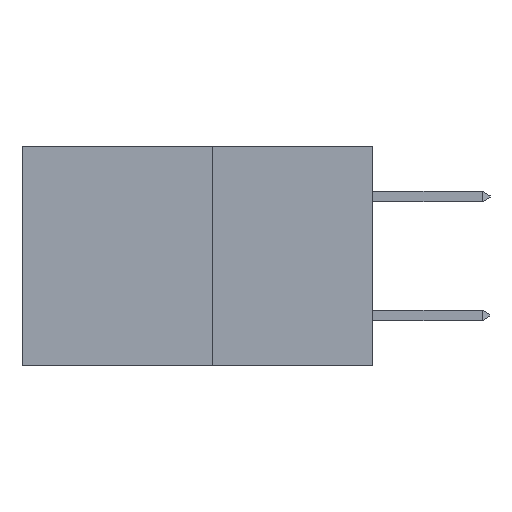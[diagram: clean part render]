
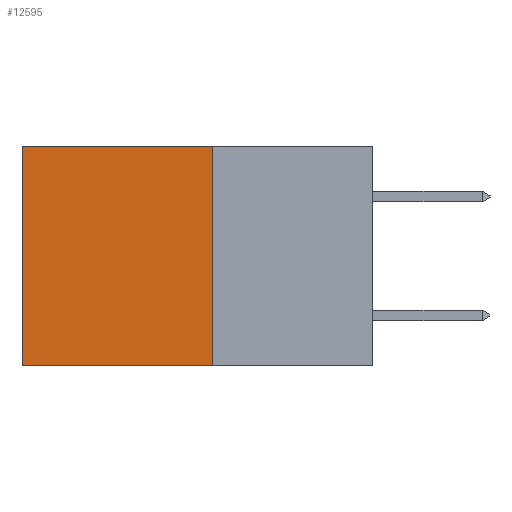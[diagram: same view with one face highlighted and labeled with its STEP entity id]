
A CAD part, left-side view. The second image highlights one B-rep face of the part: STEP entity #12595.
In plain terms, the highlighted planar face has unit normal (-1, 0, 0).
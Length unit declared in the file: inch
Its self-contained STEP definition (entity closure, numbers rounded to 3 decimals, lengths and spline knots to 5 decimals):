
#537 = ORIENTED_EDGE ( 'NONE', *, *, #11326, .T. ) ;
#684 = ORIENTED_EDGE ( 'NONE', *, *, #21811, .F. ) ;
#846 = ORIENTED_EDGE ( 'NONE', *, *, #1543, .F. ) ;
#871 = ORIENTED_EDGE ( 'NONE', *, *, #8001, .T. ) ;
#930 = CARTESIAN_POINT ( 'NONE',  ( 0.277, 0.59, -0.37 ) ) ;
#1404 = CARTESIAN_POINT ( 'NONE',  ( 0.277, 0.27, -0.37 ) ) ;
#1543 = EDGE_CURVE ( 'NONE', #20100, #15117, #17081, .T. ) ;
#1767 = DIRECTION ( 'NONE',  ( 0., 0., -1. ) ) ;
#2664 = DIRECTION ( 'NONE',  ( 0., 1., 0. ) ) ;
#3238 = CARTESIAN_POINT ( 'NONE',  ( 0.277, 0.59, -0.37 ) ) ;
#3382 = DIRECTION ( 'NONE',  ( 1., 0., 0. ) ) ;
#3577 = FACE_OUTER_BOUND ( 'NONE', #18812, .T. ) ;
#4064 = VECTOR ( 'NONE', #9725, 39.37008 ) ;
#6132 = CARTESIAN_POINT ( 'NONE',  ( 0.277, 0.59, 0. ) ) ;
#8001 = EDGE_CURVE ( 'NONE', #20100, #21793, #8730, .T. ) ;
#8730 = LINE ( 'NONE', #9958, #4064 ) ;
#9725 = DIRECTION ( 'NONE',  ( 0., 1., 0. ) ) ;
#9958 = CARTESIAN_POINT ( 'NONE',  ( 0.277, 0.27, 0. ) ) ;
#10835 = LINE ( 'NONE', #19966, #14881 ) ;
#11326 = EDGE_CURVE ( 'NONE', #21793, #18453, #12047, .T. ) ;
#12047 = LINE ( 'NONE', #3238, #15020 ) ;
#12595 = ADVANCED_FACE ( 'NONE', ( #3577 ), #22281, .F. ) ;
#14353 = CARTESIAN_POINT ( 'NONE',  ( 0.277, 0.27, 0. ) ) ;
#14881 = VECTOR ( 'NONE', #2664, 39.37008 ) ;
#15020 = VECTOR ( 'NONE', #20576, 39.37008 ) ;
#15117 = VERTEX_POINT ( 'NONE', #20530 ) ;
#15550 = DIRECTION ( 'NONE',  ( 0., 0., -1. ) ) ;
#15987 = VECTOR ( 'NONE', #1767, 39.37008 ) ;
#17081 = LINE ( 'NONE', #1404, #15987 ) ;
#17214 = CARTESIAN_POINT ( 'NONE',  ( 0.277, 0.27, -0.37 ) ) ;
#18453 = VERTEX_POINT ( 'NONE', #930 ) ;
#18812 = EDGE_LOOP ( 'NONE', ( #537, #684, #846, #871 ) ) ;
#19698 = AXIS2_PLACEMENT_3D ( 'NONE', #17214, #3382, #15550 ) ;
#19966 = CARTESIAN_POINT ( 'NONE',  ( 0.277, 0.27, -0.37 ) ) ;
#20100 = VERTEX_POINT ( 'NONE', #14353 ) ;
#20530 = CARTESIAN_POINT ( 'NONE',  ( 0.277, 0.27, -0.37 ) ) ;
#20576 = DIRECTION ( 'NONE',  ( 0., 0., -1. ) ) ;
#21793 = VERTEX_POINT ( 'NONE', #6132 ) ;
#21811 = EDGE_CURVE ( 'NONE', #15117, #18453, #10835, .T. ) ;
#22281 = PLANE ( 'NONE',  #19698 ) ;
